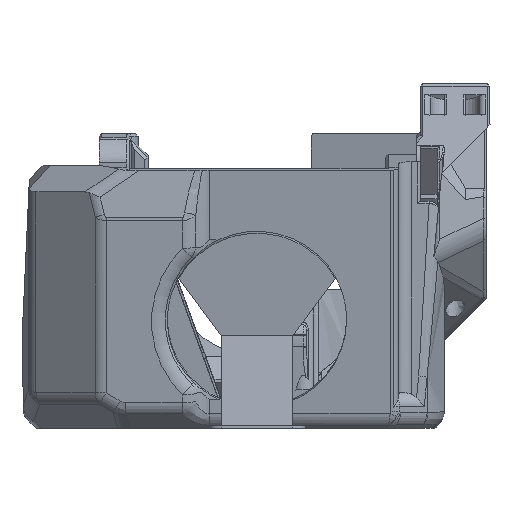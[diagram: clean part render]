
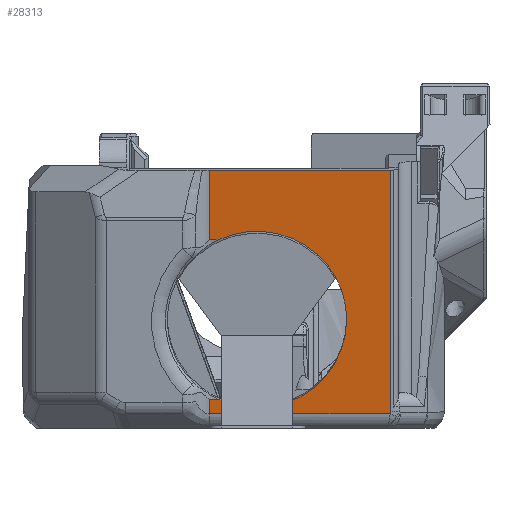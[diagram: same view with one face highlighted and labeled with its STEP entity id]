
A CAD part, left-side view. The second image highlights one B-rep face of the part: STEP entity #28313.
In plain terms, the highlighted planar face has unit normal (-0.985, 0, -0.174).
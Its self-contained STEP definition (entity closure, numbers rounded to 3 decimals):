
#628=ELLIPSE('',#30562,1.92,1.);
#1183=B_SPLINE_CURVE_WITH_KNOTS('',3,(#48202,#48203,#48204,#48205),
 .UNSPECIFIED.,.F.,.F.,(4,4),(0.,0.001),.UNSPECIFIED.);
#1190=B_SPLINE_CURVE_WITH_KNOTS('',3,(#48347,#48348,#48349,#48350),
 .UNSPECIFIED.,.F.,.F.,(4,4),(0.,0.001),.UNSPECIFIED.);
#2100=CIRCLE('',#30563,14.);
#6780=ORIENTED_EDGE('',*,*,#13716,.T.);
#6781=ORIENTED_EDGE('',*,*,#13779,.T.);
#6782=ORIENTED_EDGE('',*,*,#13777,.F.);
#6783=ORIENTED_EDGE('',*,*,#13780,.F.);
#6784=ORIENTED_EDGE('',*,*,#13781,.T.);
#6785=ORIENTED_EDGE('',*,*,#13782,.T.);
#6786=ORIENTED_EDGE('',*,*,#13783,.T.);
#6787=ORIENTED_EDGE('',*,*,#13719,.T.);
#6788=ORIENTED_EDGE('',*,*,#13717,.T.);
#13716=EDGE_CURVE('',#17291,#17363,#19690,.T.);
#13717=EDGE_CURVE('',#17364,#17291,#19691,.F.);
#13719=EDGE_CURVE('',#17365,#17364,#1183,.T.);
#13777=EDGE_CURVE('',#17404,#17405,#19734,.F.);
#13779=EDGE_CURVE('',#17363,#17405,#628,.F.);
#13780=EDGE_CURVE('',#17406,#17404,#19735,.T.);
#13781=EDGE_CURVE('',#17406,#17407,#19736,.F.);
#13782=EDGE_CURVE('',#17407,#17408,#1190,.F.);
#13783=EDGE_CURVE('',#17408,#17365,#2100,.T.);
#17291=VERTEX_POINT('',#47912);
#17363=VERTEX_POINT('',#48169);
#17364=VERTEX_POINT('',#48173);
#17365=VERTEX_POINT('',#48206);
#17404=VERTEX_POINT('',#48337);
#17405=VERTEX_POINT('',#48339);
#17406=VERTEX_POINT('',#48344);
#17407=VERTEX_POINT('',#48346);
#17408=VERTEX_POINT('',#48351);
#19690=LINE('',#48170,#22094);
#19691=LINE('',#48172,#22095);
#19734=LINE('',#48338,#22138);
#19735=LINE('',#48343,#22139);
#19736=LINE('',#48345,#22140);
#22094=VECTOR('',#35419,1000.);
#22095=VECTOR('',#35422,1000.);
#22138=VECTOR('',#35513,1000.);
#22139=VECTOR('',#35520,1000.);
#22140=VECTOR('',#35521,1000.);
#23961=EDGE_LOOP('',(#6780,#6781,#6782,#6783,#6784,#6785,#6786,#6787,#6788));
#25731=FACE_BOUND('',#23961,.T.);
#27130=PLANE('',#30561);
#28313=ADVANCED_FACE('',(#25731),#27130,.F.);
#30561=AXIS2_PLACEMENT_3D('',#48341,#35516,#35517);
#30562=AXIS2_PLACEMENT_3D('',#48342,#35518,#35519);
#30563=AXIS2_PLACEMENT_3D('',#48352,#35522,#35523);
#35419=DIRECTION('',(0.,-1.,0.));
#35422=DIRECTION('',(-0.174,0.,0.985));
#35513=DIRECTION('',(-0.174,0.,0.985));
#35516=DIRECTION('',(0.985,0.,0.174));
#35517=DIRECTION('',(-0.174,0.,0.985));
#35518=DIRECTION('',(0.985,0.,0.174));
#35519=DIRECTION('',(0.126,-0.686,-0.716));
#35520=DIRECTION('',(0.,-1.,0.));
#35521=DIRECTION('',(-0.174,0.,0.985));
#35522=DIRECTION('',(0.985,0.,0.174));
#35523=DIRECTION('',(-0.174,0.,0.985));
#47912=CARTESIAN_POINT('',(-27.864,12.27,2.262));
#48169=CARTESIAN_POINT('',(-27.864,-15.951,2.262));
#48170=CARTESIAN_POINT('',(-27.864,-14.655,2.262));
#48172=CARTESIAN_POINT('',(-31.185,12.27,21.099));
#48173=CARTESIAN_POINT('',(-28.255,12.27,4.482));
#48202=CARTESIAN_POINT('',(-28.27,10.952,4.562));
#48203=CARTESIAN_POINT('',(-28.27,11.393,4.564));
#48204=CARTESIAN_POINT('',(-28.265,11.833,4.537));
#48205=CARTESIAN_POINT('',(-28.255,12.27,4.482));
#48206=CARTESIAN_POINT('',(-28.27,10.952,4.562));
#48337=CARTESIAN_POINT('',(-34.572,-16.002,40.304));
#48338=CARTESIAN_POINT('',(-7.663,-16.002,-112.301));
#48339=CARTESIAN_POINT('',(-27.916,-16.002,2.558));
#48341=CARTESIAN_POINT('',(-31.185,24.853,21.099));
#48342=CARTESIAN_POINT('',(-28.071,-14.497,3.435));
#48343=CARTESIAN_POINT('',(-34.572,24.853,40.304));
#48344=CARTESIAN_POINT('',(-34.572,12.27,40.304));
#48345=CARTESIAN_POINT('',(-31.185,12.27,21.099));
#48346=CARTESIAN_POINT('',(-32.66,12.27,29.463));
#48347=CARTESIAN_POINT('',(-32.646,10.952,29.383));
#48348=CARTESIAN_POINT('',(-32.646,11.393,29.381));
#48349=CARTESIAN_POINT('',(-32.651,11.833,29.409));
#48350=CARTESIAN_POINT('',(-32.66,12.27,29.463));
#48351=CARTESIAN_POINT('',(-32.646,10.952,29.383));
#48352=CARTESIAN_POINT('',(-30.458,4.853,16.973));
